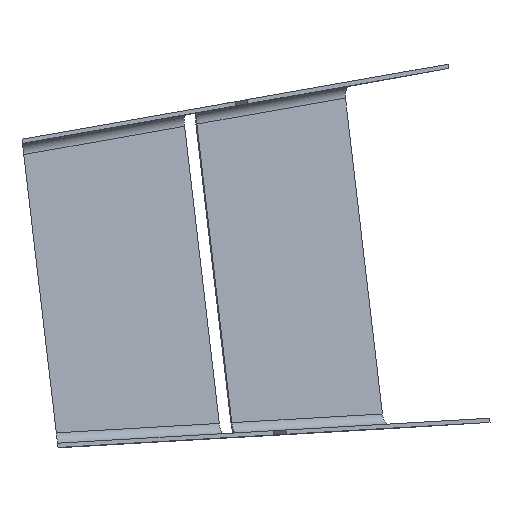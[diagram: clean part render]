
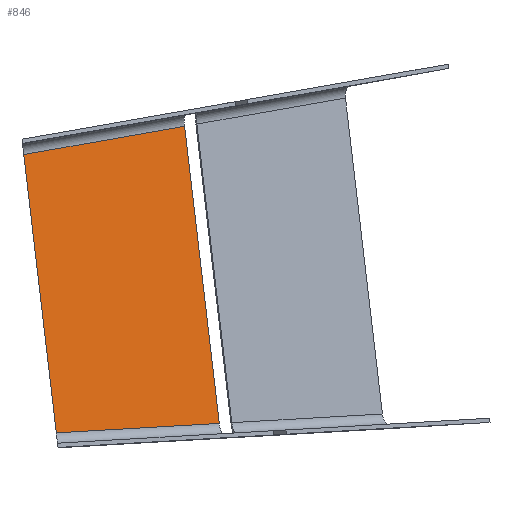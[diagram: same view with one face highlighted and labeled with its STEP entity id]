
A CAD part, top view. The second image highlights one B-rep face of the part: STEP entity #846.
In plain terms, the highlighted planar face has unit normal (0.229, 0.027, 0.973).
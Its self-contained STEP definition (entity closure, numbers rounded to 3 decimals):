
#58 = PLANE('',#59);
#59 = AXIS2_PLACEMENT_3D('',#60,#61,#62);
#60 = CARTESIAN_POINT('',(8477.034,990.823,0.));
#61 = DIRECTION('',(0.993,0.116,0.));
#62 = DIRECTION('',(0.,0.,-1.));
#112 = PLANE('',#113);
#113 = AXIS2_PLACEMENT_3D('',#114,#115,#116);
#114 = CARTESIAN_POINT('',(8988.432,1046.156,
    5162.949));
#115 = DIRECTION('',(-0.967,-0.113,0.23));
#116 = DIRECTION('',(-0.232,0.,-0.973));
#201 = VERTEX_POINT('',#202);
#202 = CARTESIAN_POINT('',(8426.249,1425.32,
    5284.73));
#217 = CYLINDRICAL_SURFACE('',#218,34.619);
#218 = AXIS2_PLACEMENT_3D('',#219,#220,#221);
#219 = CARTESIAN_POINT('',(8440.346,1427.335,
    5316.935));
#220 = DIRECTION('',(0.958,0.169,-0.23));
#221 = DIRECTION('',(-0.229,-0.027,-0.973
    ));
#236 = EDGE_CURVE('',#237,#201,#239,.T.);
#237 = VERTEX_POINT('',#238);
#238 = CARTESIAN_POINT('',(8528.844,547.564,
    5284.73));
#239 = SURFACE_CURVE('',#240,(#244,#250),.PCURVE_S1.);
#240 = LINE('',#241,#242);
#241 = CARTESIAN_POINT('',(8477.034,990.823,
    5284.73));
#242 = VECTOR('',#243,1.);
#243 = DIRECTION('',(-0.116,0.993,0.));
#244 = PCURVE('',#58,#245);
#245 = DEFINITIONAL_REPRESENTATION('',(#246),#249);
#246 = B_SPLINE_CURVE_WITH_KNOTS('',1,(#247,#248),.UNSPECIFIED.,.F.,.F.,
  (2,2),(-12000000.,12000000.),
  .PIECEWISE_BEZIER_KNOTS.);
#247 = CARTESIAN_POINT('',(-5284.209,-12000000.));
#248 = CARTESIAN_POINT('',(-5285.251,12000000.));
#249 = ( GEOMETRIC_REPRESENTATION_CONTEXT(2) 
PARAMETRIC_REPRESENTATION_CONTEXT() REPRESENTATION_CONTEXT('2D SPACE',''
  ) );
#250 = PCURVE('',#251,#256);
#251 = PLANE('',#252);
#252 = AXIS2_PLACEMENT_3D('',#253,#254,#255);
#253 = CARTESIAN_POINT('',(1626.756,190.14,
    6917.65));
#254 = DIRECTION('',(0.229,0.027,0.973));
#255 = DIRECTION('',(0.973,0.,-0.229)
  );
#256 = DEFINITIONAL_REPRESENTATION('',(#257),#260);
#257 = B_SPLINE_CURVE_WITH_KNOTS('',1,(#258,#259),.UNSPECIFIED.,.F.,.F.,
  (2,2),(-12000000.,12000000.),
  .PIECEWISE_BEZIER_KNOTS.);
#258 = CARTESIAN_POINT('',(1363164.592,-11922324.963));
#259 = CARTESIAN_POINT('',(-1349080.235,11923926.902));
#260 = ( GEOMETRIC_REPRESENTATION_CONTEXT(2) 
PARAMETRIC_REPRESENTATION_CONTEXT() REPRESENTATION_CONTEXT('2D SPACE',''
  ) );
#279 = CYLINDRICAL_SURFACE('',#280,34.619);
#280 = AXIS2_PLACEMENT_3D('',#281,#282,#283);
#281 = CARTESIAN_POINT('',(9564.665,608.358,
    5075.051));
#282 = DIRECTION('',(-0.972,-0.057,0.23)
  );
#283 = DIRECTION('',(-0.229,-0.027,-0.973
    ));
#586 = VERTEX_POINT('',#587);
#587 = CARTESIAN_POINT('',(9043.207,577.522,
    5162.949));
#615 = EDGE_CURVE('',#616,#586,#618,.T.);
#616 = VERTEX_POINT('',#617);
#617 = CARTESIAN_POINT('',(8933.656,1514.79,
    5162.949));
#618 = SURFACE_CURVE('',#619,(#623,#629),.PCURVE_S1.);
#619 = LINE('',#620,#621);
#620 = CARTESIAN_POINT('',(8988.176,1048.346,
    5162.949));
#621 = VECTOR('',#622,1.);
#622 = DIRECTION('',(0.116,-0.993,0.)
  );
#623 = PCURVE('',#112,#624);
#624 = DEFINITIONAL_REPRESENTATION('',(#625),#628);
#625 = B_SPLINE_CURVE_WITH_KNOTS('',1,(#626,#627),.UNSPECIFIED.,.F.,.F.,
  (2,2),(-655.709,610.581),.PIECEWISE_BEZIER_KNOTS.);
#626 = CARTESIAN_POINT('',(17.71,-657.676));
#627 = CARTESIAN_POINT('',(-16.377,608.155));
#628 = ( GEOMETRIC_REPRESENTATION_CONTEXT(2) 
PARAMETRIC_REPRESENTATION_CONTEXT() REPRESENTATION_CONTEXT('2D SPACE',''
  ) );
#629 = PCURVE('',#251,#630);
#630 = DEFINITIONAL_REPRESENTATION('',(#631),#634);
#631 = B_SPLINE_CURVE_WITH_KNOTS('',1,(#632,#633),.UNSPECIFIED.,.F.,.F.,
  (2,2),(-655.709,610.581),.PIECEWISE_BEZIER_KNOTS.);
#632 = CARTESIAN_POINT('',(7493.523,1510.022));
#633 = CARTESIAN_POINT('',(7636.627,251.844));
#634 = ( GEOMETRIC_REPRESENTATION_CONTEXT(2) 
PARAMETRIC_REPRESENTATION_CONTEXT() REPRESENTATION_CONTEXT('2D SPACE',''
  ) );
#823 = EDGE_CURVE('',#201,#616,#824,.T.);
#824 = SURFACE_CURVE('',#825,(#829,#836),.PCURVE_S1.);
#825 = LINE('',#826,#827);
#826 = CARTESIAN_POINT('',(8432.424,1426.409,
    5283.248));
#827 = VECTOR('',#828,1.);
#828 = DIRECTION('',(0.958,0.169,-0.23));
#829 = PCURVE('',#217,#830);
#830 = DEFINITIONAL_REPRESENTATION('',(#831),#835);
#831 = LINE('',#832,#833);
#832 = CARTESIAN_POINT('',(0.,0.));
#833 = VECTOR('',#834,1.);
#834 = DIRECTION('',(0.,1.));
#835 = ( GEOMETRIC_REPRESENTATION_CONTEXT(2) 
PARAMETRIC_REPRESENTATION_CONTEXT() REPRESENTATION_CONTEXT('2D SPACE',''
  ) );
#836 = PCURVE('',#251,#837);
#837 = DEFINITIONAL_REPRESENTATION('',(#838),#842);
#838 = LINE('',#839,#840);
#839 = CARTESIAN_POINT('',(6999.093,1236.712));
#840 = VECTOR('',#841,1.);
#841 = DIRECTION('',(0.986,0.169));
#842 = ( GEOMETRIC_REPRESENTATION_CONTEXT(2) 
PARAMETRIC_REPRESENTATION_CONTEXT() REPRESENTATION_CONTEXT('2D SPACE',''
  ) );
#846 = ADVANCED_FACE('',(#847),#251,.T.);
#847 = FACE_BOUND('',#848,.T.);
#848 = EDGE_LOOP('',(#849,#870,#871,#872));
#849 = ORIENTED_EDGE('',*,*,#850,.F.);
#850 = EDGE_CURVE('',#586,#237,#851,.T.);
#851 = SURFACE_CURVE('',#852,(#856,#863),.PCURVE_S1.);
#852 = LINE('',#853,#854);
#853 = CARTESIAN_POINT('',(9556.743,607.432,
    5041.363));
#854 = VECTOR('',#855,1.);
#855 = DIRECTION('',(-0.972,-0.057,0.23)
  );
#856 = PCURVE('',#251,#857);
#857 = DEFINITIONAL_REPRESENTATION('',(#858),#862);
#858 = LINE('',#859,#860);
#859 = CARTESIAN_POINT('',(8148.928,417.441));
#860 = VECTOR('',#861,1.);
#861 = DIRECTION('',(-0.998,-0.057));
#862 = ( GEOMETRIC_REPRESENTATION_CONTEXT(2) 
PARAMETRIC_REPRESENTATION_CONTEXT() REPRESENTATION_CONTEXT('2D SPACE',''
  ) );
#863 = PCURVE('',#279,#864);
#864 = DEFINITIONAL_REPRESENTATION('',(#865),#869);
#865 = LINE('',#866,#867);
#866 = CARTESIAN_POINT('',(0.,0.));
#867 = VECTOR('',#868,1.);
#868 = DIRECTION('',(0.,1.));
#869 = ( GEOMETRIC_REPRESENTATION_CONTEXT(2) 
PARAMETRIC_REPRESENTATION_CONTEXT() REPRESENTATION_CONTEXT('2D SPACE',''
  ) );
#870 = ORIENTED_EDGE('',*,*,#615,.F.);
#871 = ORIENTED_EDGE('',*,*,#823,.F.);
#872 = ORIENTED_EDGE('',*,*,#236,.F.);
